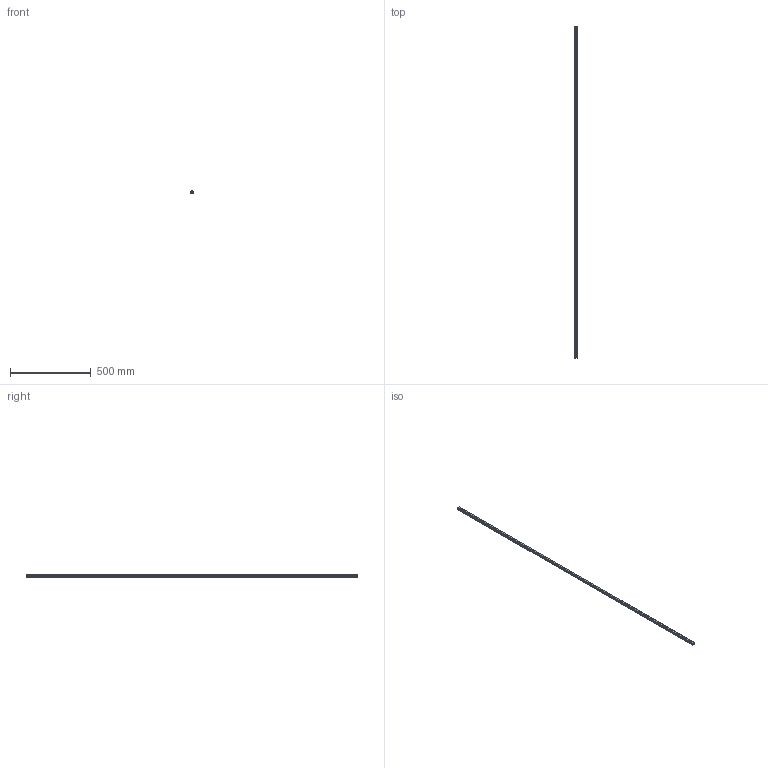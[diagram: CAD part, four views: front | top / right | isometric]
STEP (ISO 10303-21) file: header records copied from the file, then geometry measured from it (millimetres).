
FILE_DESCRIPTION(('STEP AP214'),'1');
FILE_NAME('cctmp_FD710091-08B9-47D1-95C1-BB2335DE370B_2021_01_19_14_43_23_0309..stp','2021-01-19T13:43:23',('HIWIN GmbH'),('CADClick - www.CADClick.com'),'Spatial InterOp 3D',' ','unknown authorization');
FILE_SCHEMA(('AUTOMOTIVE_DESIGN'));
Length unit declared in the file: millimetre
Products named in the file (1): HGR15T2050C_FILE
Bounding box: 15 x 2050 x 15 mm (x, y, z)
Volume: 384831.7 mm3; surface area: 130132.3 mm2
Topology: 1 solids, 1 shells, 251 faces, 667 edges, 388 vertices
Faces by surface type: cylinder 94, plane 89, cone 68
Entity records: 9281 total; most frequent: DIRECTION 1291, CARTESIAN_POINT 1239, ORIENTED_EDGE 1198, EDGE_CURVE 599, AXIS2_PLACEMENT_3D 440, LINE 411, VECTOR 411, VERTEX_POINT 388
